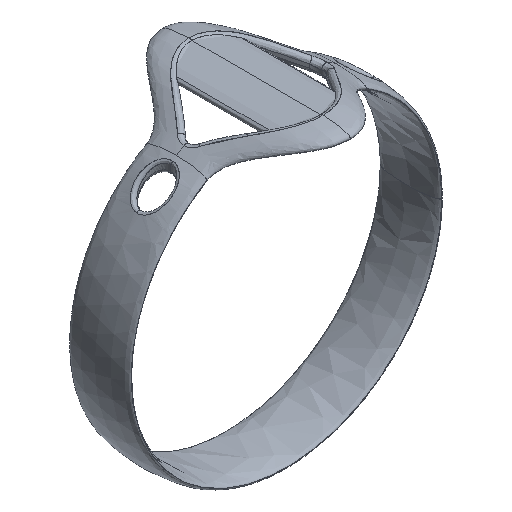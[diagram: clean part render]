
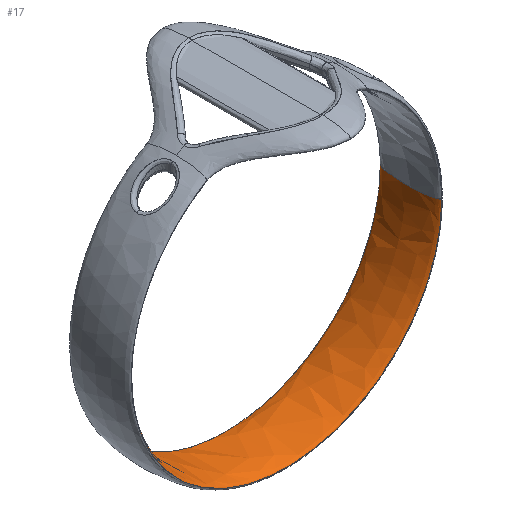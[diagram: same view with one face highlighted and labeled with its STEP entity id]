
A CAD part, isometric view. The second image highlights one B-rep face of the part: STEP entity #17.
In plain terms, the highlighted free-form (B-spline) face has degree [3, 3] with [4, 4] control points.
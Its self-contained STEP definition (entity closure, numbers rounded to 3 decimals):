
#17 = ADVANCED_FACE('',(#18),#56,.T.);
#18 = FACE_BOUND('',#19,.T.);
#19 = EDGE_LOOP('',(#20,#31,#40,#49));
#20 = ORIENTED_EDGE('',*,*,#21,.T.);
#21 = EDGE_CURVE('',#22,#24,#26,.T.);
#22 = VERTEX_POINT('',#23);
#23 = CARTESIAN_POINT('',(-8.994,-1.77,0.));
#24 = VERTEX_POINT('',#25);
#25 = CARTESIAN_POINT('',(8.994,-1.77,0.));
#26 = ( BOUNDED_CURVE() B_SPLINE_CURVE(3,(#27,#28,#29,#30),
.UNSPECIFIED.,.F.,.F.) B_SPLINE_CURVE_WITH_KNOTS((4,4),(0.,1.),
.PIECEWISE_BEZIER_KNOTS.) CURVE() GEOMETRIC_REPRESENTATION_ITEM() 
RATIONAL_B_SPLINE_CURVE((1.,0.333,0.333,1.)) 
REPRESENTATION_ITEM('') );
#27 = CARTESIAN_POINT('',(-8.994,-1.77,0.));
#28 = CARTESIAN_POINT('',(-8.994,-1.77,
    -17.989));
#29 = CARTESIAN_POINT('',(8.994,-1.77,-17.989
    ));
#30 = CARTESIAN_POINT('',(8.994,-1.77,0.));
#31 = ORIENTED_EDGE('',*,*,#32,.T.);
#32 = EDGE_CURVE('',#24,#33,#35,.T.);
#33 = VERTEX_POINT('',#34);
#34 = CARTESIAN_POINT('',(8.994,1.77,0.));
#35 = ( BOUNDED_CURVE() B_SPLINE_CURVE(3,(#36,#37,#38,#39),
.UNSPECIFIED.,.F.,.F.) B_SPLINE_CURVE_WITH_KNOTS((4,4),(0.,1.),
.PIECEWISE_BEZIER_KNOTS.) CURVE() GEOMETRIC_REPRESENTATION_ITEM() 
RATIONAL_B_SPLINE_CURVE((1.,0.333,0.333,1.)) 
REPRESENTATION_ITEM('') );
#36 = CARTESIAN_POINT('',(8.994,-1.77,0.));
#37 = CARTESIAN_POINT('',(8.343,-1.77,0.));
#38 = CARTESIAN_POINT('',(8.343,1.77,0.));
#39 = CARTESIAN_POINT('',(8.994,1.77,0.));
#40 = ORIENTED_EDGE('',*,*,#41,.T.);
#41 = EDGE_CURVE('',#33,#42,#44,.T.);
#42 = VERTEX_POINT('',#43);
#43 = CARTESIAN_POINT('',(-8.994,1.77,0.));
#44 = ( BOUNDED_CURVE() B_SPLINE_CURVE(3,(#45,#46,#47,#48),
.UNSPECIFIED.,.F.,.F.) B_SPLINE_CURVE_WITH_KNOTS((4,4),(0.,1.),
.PIECEWISE_BEZIER_KNOTS.) CURVE() GEOMETRIC_REPRESENTATION_ITEM() 
RATIONAL_B_SPLINE_CURVE((1.,0.333,0.333,1.)) 
REPRESENTATION_ITEM('') );
#45 = CARTESIAN_POINT('',(8.994,1.77,0.));
#46 = CARTESIAN_POINT('',(8.994,1.77,-17.989)
  );
#47 = CARTESIAN_POINT('',(-8.994,1.77,-17.989
    ));
#48 = CARTESIAN_POINT('',(-8.994,1.77,0.));
#49 = ORIENTED_EDGE('',*,*,#50,.T.);
#50 = EDGE_CURVE('',#42,#22,#51,.T.);
#51 = ( BOUNDED_CURVE() B_SPLINE_CURVE(3,(#52,#53,#54,#55),
.UNSPECIFIED.,.F.,.F.) B_SPLINE_CURVE_WITH_KNOTS((4,4),(0.,1.),
.PIECEWISE_BEZIER_KNOTS.) CURVE() GEOMETRIC_REPRESENTATION_ITEM() 
RATIONAL_B_SPLINE_CURVE((1.,0.333,0.333,1.)) 
REPRESENTATION_ITEM('') );
#52 = CARTESIAN_POINT('',(-8.994,1.77,0.));
#53 = CARTESIAN_POINT('',(-8.343,1.77,0.));
#54 = CARTESIAN_POINT('',(-8.343,-1.77,0.));
#55 = CARTESIAN_POINT('',(-8.994,-1.77,0.));
#56 = ( BOUNDED_SURFACE() B_SPLINE_SURFACE(3,3,(
    (#57,#58,#59,#60)
    ,(#61,#62,#63,#64)
    ,(#65,#66,#67,#68)
    ,(#69,#70,#71,#72
)),.UNSPECIFIED.,.F.,.F.,.F.) B_SPLINE_SURFACE_WITH_KNOTS((4,4),(4,4),(
    0.,1.),(0.,1.),.PIECEWISE_BEZIER_KNOTS.) 
GEOMETRIC_REPRESENTATION_ITEM() RATIONAL_B_SPLINE_SURFACE((
    (1.,0.333,0.333,1.)
    ,(0.333,0.111,0.111,0.333)
    ,(0.333,0.111,0.111,0.333)
,(1.,0.333,0.333,1.
))) REPRESENTATION_ITEM('') SURFACE() );
#57 = CARTESIAN_POINT('',(8.994,-1.77,0.));
#58 = CARTESIAN_POINT('',(8.994,-1.77,-17.989
    ));
#59 = CARTESIAN_POINT('',(-8.994,-1.77,
    -17.989));
#60 = CARTESIAN_POINT('',(-8.994,-1.77,0.));
#61 = CARTESIAN_POINT('',(8.343,-1.77,0.));
#62 = CARTESIAN_POINT('',(8.343,-1.77,-16.686
    ));
#63 = CARTESIAN_POINT('',(-8.343,-1.77,
    -16.686));
#64 = CARTESIAN_POINT('',(-8.343,-1.77,0.));
#65 = CARTESIAN_POINT('',(8.343,1.77,0.));
#66 = CARTESIAN_POINT('',(8.343,1.77,-16.686)
  );
#67 = CARTESIAN_POINT('',(-8.343,1.77,-16.686
    ));
#68 = CARTESIAN_POINT('',(-8.343,1.77,0.));
#69 = CARTESIAN_POINT('',(8.994,1.77,0.));
#70 = CARTESIAN_POINT('',(8.994,1.77,-17.989)
  );
#71 = CARTESIAN_POINT('',(-8.994,1.77,-17.989
    ));
#72 = CARTESIAN_POINT('',(-8.994,1.77,0.));
